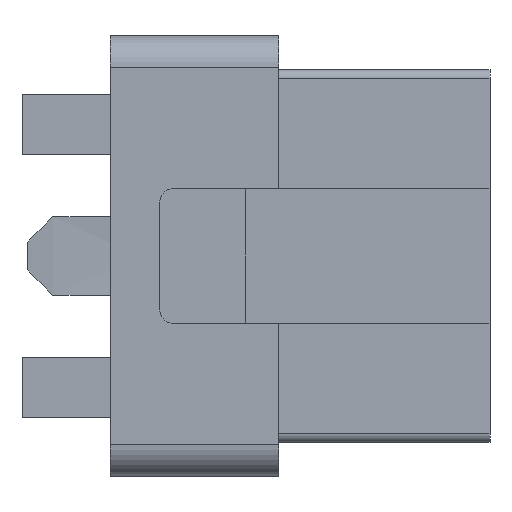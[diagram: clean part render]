
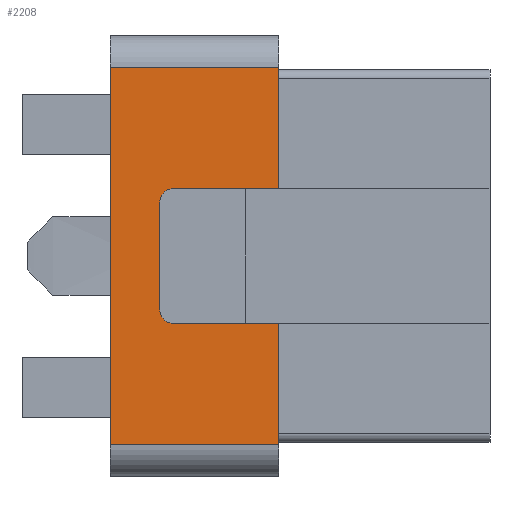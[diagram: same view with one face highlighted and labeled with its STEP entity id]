
A CAD part, front view. The second image highlights one B-rep face of the part: STEP entity #2208.
In plain terms, the highlighted planar face has unit normal (0, -1, 0).
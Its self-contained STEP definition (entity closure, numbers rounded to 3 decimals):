
#26=CIRCLE('',#2340,0.3);
#28=CIRCLE('',#2343,0.3);
#130=FACE_OUTER_BOUND('',#246,.T.);
#246=EDGE_LOOP('',(#1493,#1494,#1495,#1496,#1497,#1498,#1499,#1500,#1501,
#1502));
#359=LINE('',#3167,#623);
#372=LINE('',#3193,#636);
#378=LINE('',#3211,#642);
#392=LINE('',#3240,#656);
#393=LINE('',#3242,#657);
#394=LINE('',#3244,#658);
#395=LINE('',#3246,#659);
#396=LINE('',#3247,#660);
#623=VECTOR('',#2527,10.);
#636=VECTOR('',#2544,10.);
#642=VECTOR('',#2564,10.);
#656=VECTOR('',#2582,10.);
#657=VECTOR('',#2583,10.);
#658=VECTOR('',#2584,10.);
#659=VECTOR('',#2585,10.);
#660=VECTOR('',#2586,10.);
#887=VERTEX_POINT('',#3164);
#888=VERTEX_POINT('',#3166);
#898=VERTEX_POINT('',#3190);
#899=VERTEX_POINT('',#3192);
#902=VERTEX_POINT('',#3200);
#904=VERTEX_POINT('',#3206);
#917=VERTEX_POINT('',#3239);
#918=VERTEX_POINT('',#3241);
#919=VERTEX_POINT('',#3243);
#920=VERTEX_POINT('',#3245);
#1111=EDGE_CURVE('',#888,#887,#359,.T.);
#1124=EDGE_CURVE('',#899,#898,#372,.T.);
#1129=EDGE_CURVE('',#887,#902,#26,.T.);
#1131=EDGE_CURVE('',#904,#899,#28,.T.);
#1134=EDGE_CURVE('',#902,#904,#378,.T.);
#1148=EDGE_CURVE('',#898,#917,#392,.T.);
#1149=EDGE_CURVE('',#918,#917,#393,.T.);
#1150=EDGE_CURVE('',#918,#919,#394,.T.);
#1151=EDGE_CURVE('',#919,#920,#395,.T.);
#1152=EDGE_CURVE('',#920,#888,#396,.T.);
#1493=ORIENTED_EDGE('',*,*,#1111,.T.);
#1494=ORIENTED_EDGE('',*,*,#1129,.T.);
#1495=ORIENTED_EDGE('',*,*,#1134,.T.);
#1496=ORIENTED_EDGE('',*,*,#1131,.T.);
#1497=ORIENTED_EDGE('',*,*,#1124,.T.);
#1498=ORIENTED_EDGE('',*,*,#1148,.T.);
#1499=ORIENTED_EDGE('',*,*,#1149,.F.);
#1500=ORIENTED_EDGE('',*,*,#1150,.T.);
#1501=ORIENTED_EDGE('',*,*,#1151,.T.);
#1502=ORIENTED_EDGE('',*,*,#1152,.T.);
#2122=PLANE('',#2346);
#2208=ADVANCED_FACE('',(#130),#2122,.T.);
#2340=AXIS2_PLACEMENT_3D('',#3202,#2552,#2553);
#2343=AXIS2_PLACEMENT_3D('',#3207,#2558,#2559);
#2346=AXIS2_PLACEMENT_3D('',#3238,#2580,#2581);
#2527=DIRECTION('',(-1.,0.,0.));
#2544=DIRECTION('',(1.,0.,0.));
#2552=DIRECTION('center_axis',(0.,1.,0.));
#2553=DIRECTION('ref_axis',(0.,0.,-1.));
#2558=DIRECTION('center_axis',(0.,1.,0.));
#2559=DIRECTION('ref_axis',(-1.,0.,0.));
#2564=DIRECTION('',(0.,0.,1.));
#2580=DIRECTION('center_axis',(0.,-1.,0.));
#2581=DIRECTION('ref_axis',(0.,0.,-1.));
#2582=DIRECTION('',(0.,0.,1.));
#2583=DIRECTION('',(1.,0.,0.));
#2584=DIRECTION('',(0.,0.,-1.));
#2585=DIRECTION('',(1.,0.,0.));
#2586=DIRECTION('',(0.,0.,1.));
#3164=CARTESIAN_POINT('',(1.4,0.,-1.5));
#3166=CARTESIAN_POINT('',(3.75,0.,-1.5));
#3167=CARTESIAN_POINT('',(0.7,0.,-1.5));
#3190=CARTESIAN_POINT('',(3.75,0.,1.5));
#3192=CARTESIAN_POINT('',(1.4,0.,1.5));
#3193=CARTESIAN_POINT('',(4.55,0.,1.5));
#3200=CARTESIAN_POINT('',(1.1,0.,-1.2));
#3202=CARTESIAN_POINT('Origin',(1.4,0.,-1.2));
#3206=CARTESIAN_POINT('',(1.1,0.,1.2));
#3207=CARTESIAN_POINT('Origin',(1.4,0.,1.2));
#3211=CARTESIAN_POINT('',(1.1,0.,-1.5));
#3238=CARTESIAN_POINT('Origin',(0.,0.,-4.2));
#3239=CARTESIAN_POINT('',(3.75,0.,4.2));
#3240=CARTESIAN_POINT('',(3.75,0.,-2.1));
#3241=CARTESIAN_POINT('',(0.,0.,4.2));
#3242=CARTESIAN_POINT('',(0.,0.,4.2));
#3243=CARTESIAN_POINT('',(0.,0.,-4.2));
#3244=CARTESIAN_POINT('',(0.,0.,4.2));
#3245=CARTESIAN_POINT('',(3.75,0.,-4.2));
#3246=CARTESIAN_POINT('',(0.,0.,-4.2));
#3247=CARTESIAN_POINT('',(3.75,0.,-2.1));
